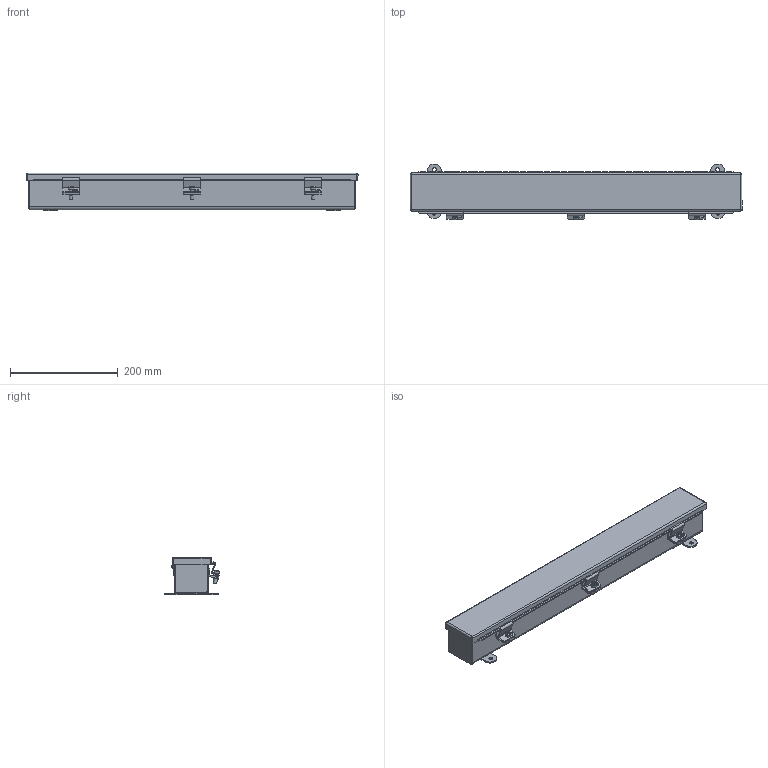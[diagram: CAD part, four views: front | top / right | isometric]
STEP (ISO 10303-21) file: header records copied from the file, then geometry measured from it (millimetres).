
FILE_DESCRIPTION(/* description */ ('JIC,WW TROUGH,CH 2.5X2.5X24'),/* implementation_level */ '2;1');
FILE_NAME(/* name */ 'T2224CH.stp',/* time_stamp */ '2018-10-23T06:21:54-05:00',/* author */ ('KA'),/* organization */ (''),/* preprocessor_version */ 'ST-DEVELOPER v17',/* originating_system */ 'Autodesk Inventor 2018',/* authorisation */ '');
FILE_SCHEMA (('AUTOMOTIVE_DESIGN { 1 0 10303 214 3 1 1 }'));
Length unit declared in the file: inch
Products named in the file (12): T2224CH; T2224CHBKP; T22CHLRS; 34844; T2224CHLP; C1001; 3289; 3289LH; 3289LH_1; 3289P; 372134; C1002
Assembly tree (19 placements, depth 3):
  T2224CH
    T2224CHBKP
    T22CHLRS  x2
    34844  x2
    T2224CHLP
    C1001  x3
    3289
      3289LH
      3289LH_1
      3289P
    372134  x3
    C1002  x3
Bounding box: 617.54 x 104.01 x 70.68 mm (x, y, z)
Volume: 422499.3 mm3; surface area: 477486.8 mm2
Topology: 18 solids, 18 shells, 554 faces, 1460 edges, 948 vertices
Faces by surface type: plane 366, cylinder 171, bspline 8, sphere 6, cone 3
Full cylindrical faces by diameter (mm): 2.54 x1, 2.957 x46, 4.978 x3, 6.35 x3, 7.144 x4, 8.738 x3, 10.402 x3
Entity records: 14155 total; most frequent: CARTESIAN_POINT 2526, DIRECTION 2250, ORIENTED_EDGE 2224, EDGE_CURVE 1112, LINE 826, VECTOR 826, VERTEX_POINT 716, AXIS2_PLACEMENT_3D 712
